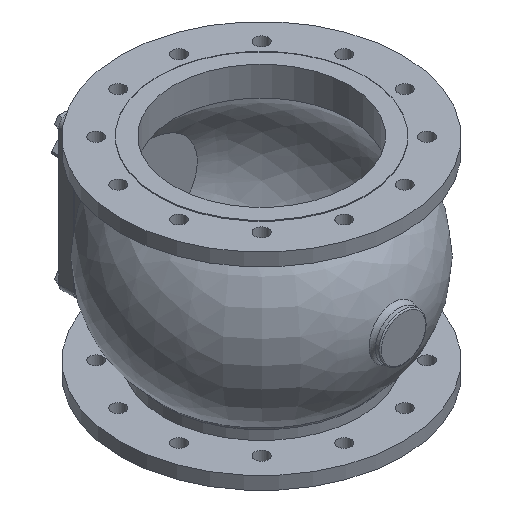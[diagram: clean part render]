
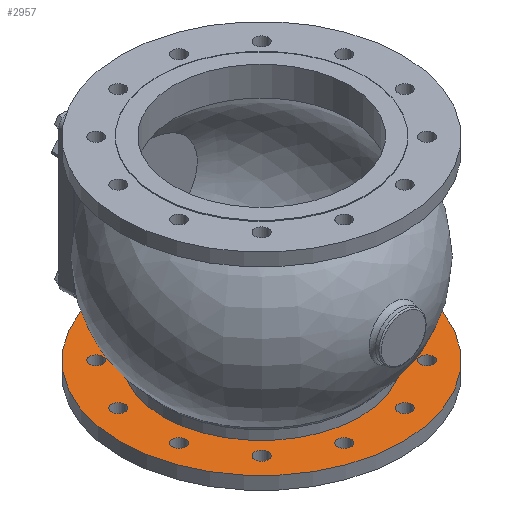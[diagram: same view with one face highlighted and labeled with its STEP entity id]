
A CAD part, isometric view. The second image highlights one B-rep face of the part: STEP entity #2957.
In plain terms, the highlighted planar face has unit normal (0, 0, 1).
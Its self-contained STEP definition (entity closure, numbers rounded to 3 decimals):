
#98=FACE_BOUND('',#541,.T.);
#99=FACE_BOUND('',#542,.T.);
#100=FACE_BOUND('',#543,.T.);
#101=FACE_BOUND('',#544,.T.);
#102=FACE_BOUND('',#545,.T.);
#103=FACE_BOUND('',#546,.T.);
#104=FACE_BOUND('',#547,.T.);
#105=FACE_BOUND('',#548,.T.);
#106=FACE_BOUND('',#549,.T.);
#107=FACE_BOUND('',#550,.T.);
#108=FACE_BOUND('',#551,.T.);
#109=FACE_BOUND('',#552,.T.);
#110=FACE_BOUND('',#553,.T.);
#192=PLANE('',#3296);
#337=FACE_OUTER_BOUND('',#540,.T.);
#540=EDGE_LOOP('',(#2742,#2743));
#541=EDGE_LOOP('',(#2744));
#542=EDGE_LOOP('',(#2745));
#543=EDGE_LOOP('',(#2746));
#544=EDGE_LOOP('',(#2747));
#545=EDGE_LOOP('',(#2748));
#546=EDGE_LOOP('',(#2749));
#547=EDGE_LOOP('',(#2750));
#548=EDGE_LOOP('',(#2751));
#549=EDGE_LOOP('',(#2752));
#550=EDGE_LOOP('',(#2753));
#551=EDGE_LOOP('',(#2754));
#552=EDGE_LOOP('',(#2755));
#553=EDGE_LOOP('',(#2756,#2757));
#1012=CIRCLE('',#2981,11.5);
#1015=CIRCLE('',#2985,11.5);
#1018=CIRCLE('',#2989,11.5);
#1021=CIRCLE('',#2993,11.5);
#1024=CIRCLE('',#2997,11.5);
#1027=CIRCLE('',#3001,11.5);
#1030=CIRCLE('',#3005,11.5);
#1033=CIRCLE('',#3009,11.5);
#1036=CIRCLE('',#3013,11.5);
#1039=CIRCLE('',#3017,11.5);
#1042=CIRCLE('',#3021,11.5);
#1045=CIRCLE('',#3025,11.5);
#1147=CIRCLE('',#3230,168.);
#1148=CIRCLE('',#3231,168.);
#1163=CIRCLE('',#3261,241.5);
#1164=CIRCLE('',#3262,241.5);
#1190=VERTEX_POINT('',#4171);
#1193=VERTEX_POINT('',#4179);
#1196=VERTEX_POINT('',#4187);
#1199=VERTEX_POINT('',#4195);
#1202=VERTEX_POINT('',#4203);
#1205=VERTEX_POINT('',#4211);
#1208=VERTEX_POINT('',#4219);
#1211=VERTEX_POINT('',#4227);
#1214=VERTEX_POINT('',#4235);
#1217=VERTEX_POINT('',#4243);
#1220=VERTEX_POINT('',#4251);
#1223=VERTEX_POINT('',#4259);
#1446=VERTEX_POINT('',#5271);
#1447=VERTEX_POINT('',#5272);
#1465=VERTEX_POINT('',#5441);
#1466=VERTEX_POINT('',#5443);
#1492=EDGE_CURVE('',#1190,#1190,#1012,.T.);
#1496=EDGE_CURVE('',#1193,#1193,#1015,.T.);
#1500=EDGE_CURVE('',#1196,#1196,#1018,.T.);
#1504=EDGE_CURVE('',#1199,#1199,#1021,.T.);
#1508=EDGE_CURVE('',#1202,#1202,#1024,.T.);
#1512=EDGE_CURVE('',#1205,#1205,#1027,.T.);
#1516=EDGE_CURVE('',#1208,#1208,#1030,.T.);
#1520=EDGE_CURVE('',#1211,#1211,#1033,.T.);
#1524=EDGE_CURVE('',#1214,#1214,#1036,.T.);
#1528=EDGE_CURVE('',#1217,#1217,#1039,.T.);
#1532=EDGE_CURVE('',#1220,#1220,#1042,.T.);
#1536=EDGE_CURVE('',#1223,#1223,#1045,.T.);
#1850=EDGE_CURVE('',#1446,#1447,#1147,.T.);
#1851=EDGE_CURVE('',#1447,#1446,#1148,.T.);
#1882=EDGE_CURVE('',#1465,#1466,#1163,.T.);
#1883=EDGE_CURVE('',#1466,#1465,#1164,.T.);
#2742=ORIENTED_EDGE('',*,*,#1883,.F.);
#2743=ORIENTED_EDGE('',*,*,#1882,.F.);
#2744=ORIENTED_EDGE('',*,*,#1492,.T.);
#2745=ORIENTED_EDGE('',*,*,#1496,.T.);
#2746=ORIENTED_EDGE('',*,*,#1500,.T.);
#2747=ORIENTED_EDGE('',*,*,#1504,.T.);
#2748=ORIENTED_EDGE('',*,*,#1508,.T.);
#2749=ORIENTED_EDGE('',*,*,#1512,.T.);
#2750=ORIENTED_EDGE('',*,*,#1516,.T.);
#2751=ORIENTED_EDGE('',*,*,#1520,.T.);
#2752=ORIENTED_EDGE('',*,*,#1524,.T.);
#2753=ORIENTED_EDGE('',*,*,#1528,.T.);
#2754=ORIENTED_EDGE('',*,*,#1532,.T.);
#2755=ORIENTED_EDGE('',*,*,#1536,.T.);
#2756=ORIENTED_EDGE('',*,*,#1850,.T.);
#2757=ORIENTED_EDGE('',*,*,#1851,.T.);
#2957=ADVANCED_FACE('',(#337,#98,#99,#100,#101,#102,#103,#104,#105,#106,
#107,#108,#109,#110),#192,.T.);
#2981=AXIS2_PLACEMENT_3D('',#4173,#3306,#3307);
#2985=AXIS2_PLACEMENT_3D('',#4181,#3315,#3316);
#2989=AXIS2_PLACEMENT_3D('',#4189,#3324,#3325);
#2993=AXIS2_PLACEMENT_3D('',#4197,#3333,#3334);
#2997=AXIS2_PLACEMENT_3D('',#4205,#3342,#3343);
#3001=AXIS2_PLACEMENT_3D('',#4213,#3351,#3352);
#3005=AXIS2_PLACEMENT_3D('',#4221,#3360,#3361);
#3009=AXIS2_PLACEMENT_3D('',#4229,#3369,#3370);
#3013=AXIS2_PLACEMENT_3D('',#4237,#3378,#3379);
#3017=AXIS2_PLACEMENT_3D('',#4245,#3387,#3388);
#3021=AXIS2_PLACEMENT_3D('',#4253,#3396,#3397);
#3025=AXIS2_PLACEMENT_3D('',#4261,#3405,#3406);
#3230=AXIS2_PLACEMENT_3D('',#5273,#4011,#4012);
#3231=AXIS2_PLACEMENT_3D('',#5274,#4013,#4014);
#3261=AXIS2_PLACEMENT_3D('',#5444,#4088,#4089);
#3262=AXIS2_PLACEMENT_3D('',#5445,#4090,#4091);
#3296=AXIS2_PLACEMENT_3D('',#5551,#4163,#4164);
#3306=DIRECTION('center_axis',(0.,0.,-1.));
#3307=DIRECTION('ref_axis',(0.866,0.5,0.));
#3315=DIRECTION('center_axis',(0.,0.,-1.));
#3316=DIRECTION('ref_axis',(0.5,0.866,0.));
#3324=DIRECTION('center_axis',(0.,0.,-1.));
#3325=DIRECTION('ref_axis',(0.,1.,0.));
#3333=DIRECTION('center_axis',(0.,0.,-1.));
#3334=DIRECTION('ref_axis',(-0.5,0.866,0.));
#3342=DIRECTION('center_axis',(0.,0.,-1.));
#3343=DIRECTION('ref_axis',(-0.866,0.5,0.));
#3351=DIRECTION('center_axis',(0.,0.,-1.));
#3352=DIRECTION('ref_axis',(-1.,0.,0.));
#3360=DIRECTION('center_axis',(0.,0.,-1.));
#3361=DIRECTION('ref_axis',(-0.866,-0.5,0.));
#3369=DIRECTION('center_axis',(0.,0.,-1.));
#3370=DIRECTION('ref_axis',(-0.5,-0.866,0.));
#3378=DIRECTION('center_axis',(0.,0.,-1.));
#3379=DIRECTION('ref_axis',(0.,-1.,0.));
#3387=DIRECTION('center_axis',(0.,0.,-1.));
#3388=DIRECTION('ref_axis',(0.5,-0.866,0.));
#3396=DIRECTION('center_axis',(0.,0.,-1.));
#3397=DIRECTION('ref_axis',(0.866,-0.5,0.));
#3405=DIRECTION('center_axis',(0.,0.,-1.));
#3406=DIRECTION('ref_axis',(1.,0.,0.));
#4011=DIRECTION('center_axis',(0.,0.,-1.));
#4012=DIRECTION('ref_axis',(1.,0.,0.));
#4013=DIRECTION('center_axis',(0.,0.,-1.));
#4014=DIRECTION('ref_axis',(1.,0.,0.));
#4088=DIRECTION('center_axis',(0.,0.,-1.));
#4089=DIRECTION('ref_axis',(1.,0.,0.));
#4090=DIRECTION('center_axis',(0.,0.,-1.));
#4091=DIRECTION('ref_axis',(1.,0.,0.));
#4163=DIRECTION('center_axis',(0.,0.,1.));
#4164=DIRECTION('ref_axis',(1.,0.,0.));
#4171=CARTESIAN_POINT('',(-61.723,187.435,-154.5));
#4173=CARTESIAN_POINT('Origin',(-51.764,193.185,-154.5));
#4179=CARTESIAN_POINT('',(-147.171,131.462,-154.5));
#4181=CARTESIAN_POINT('Origin',(-141.421,141.421,-154.5));
#4187=CARTESIAN_POINT('',(-193.185,40.264,-154.5));
#4189=CARTESIAN_POINT('Origin',(-193.185,51.764,-154.5));
#4195=CARTESIAN_POINT('',(-187.435,-61.723,-154.5));
#4197=CARTESIAN_POINT('Origin',(-193.185,-51.764,-154.5));
#4203=CARTESIAN_POINT('',(-131.462,-147.171,-154.5));
#4205=CARTESIAN_POINT('Origin',(-141.421,-141.421,-154.5));
#4211=CARTESIAN_POINT('',(-40.264,-193.185,-154.5));
#4213=CARTESIAN_POINT('Origin',(-51.764,-193.185,-154.5));
#4219=CARTESIAN_POINT('',(61.723,-187.435,-154.5));
#4221=CARTESIAN_POINT('Origin',(51.764,-193.185,-154.5));
#4227=CARTESIAN_POINT('',(147.171,-131.462,-154.5));
#4229=CARTESIAN_POINT('Origin',(141.421,-141.421,-154.5));
#4235=CARTESIAN_POINT('',(193.185,-40.264,-154.5));
#4237=CARTESIAN_POINT('Origin',(193.185,-51.764,-154.5));
#4243=CARTESIAN_POINT('',(187.435,61.723,-154.5));
#4245=CARTESIAN_POINT('Origin',(193.185,51.764,-154.5));
#4251=CARTESIAN_POINT('',(131.462,147.171,-154.5));
#4253=CARTESIAN_POINT('Origin',(141.421,141.421,-154.5));
#4259=CARTESIAN_POINT('',(40.264,193.185,-154.5));
#4261=CARTESIAN_POINT('Origin',(51.764,193.185,-154.5));
#5271=CARTESIAN_POINT('',(0.,168.,-154.5));
#5272=CARTESIAN_POINT('',(0.,-168.,-154.5));
#5273=CARTESIAN_POINT('Origin',(0.,0.,-154.5));
#5274=CARTESIAN_POINT('Origin',(0.,0.,-154.5));
#5441=CARTESIAN_POINT('',(0.,-241.5,-154.5));
#5443=CARTESIAN_POINT('',(0.,241.5,-154.5));
#5444=CARTESIAN_POINT('Origin',(0.,0.,-154.5));
#5445=CARTESIAN_POINT('Origin',(0.,0.,-154.5));
#5551=CARTESIAN_POINT('Origin',(0.,241.5,-154.5));
